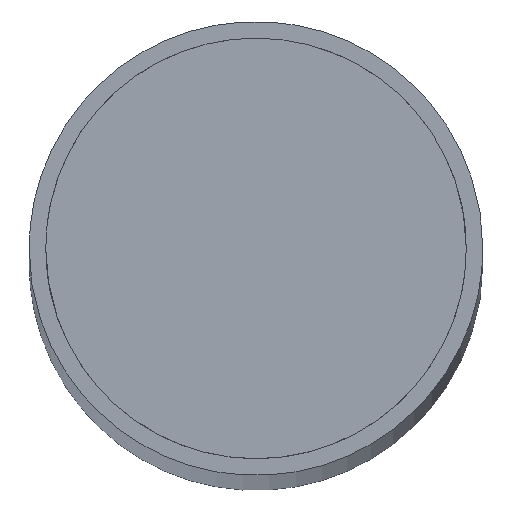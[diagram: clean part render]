
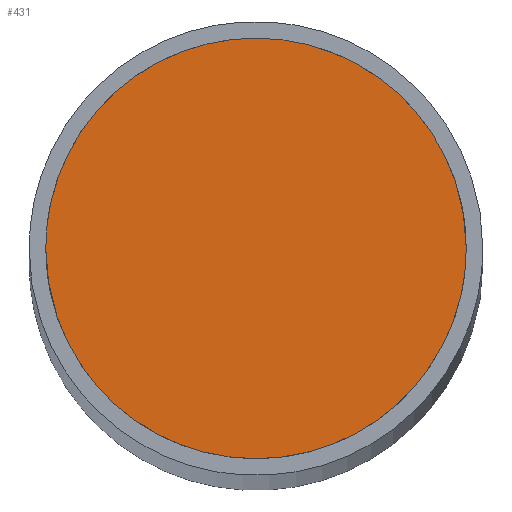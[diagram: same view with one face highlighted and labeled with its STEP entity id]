
A CAD part, top view. The second image highlights one B-rep face of the part: STEP entity #431.
In plain terms, the highlighted free-form (B-spline) face has degree [1, 1] with [2, 2] control points.
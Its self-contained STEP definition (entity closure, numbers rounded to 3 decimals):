
#4 = CARTESIAN_POINT ( 'NONE',  ( 19.462, 0., 802. ) ) ;
#6 = CARTESIAN_POINT ( 'NONE',  ( -17.004, 9.803, 802. ) ) ;
#21 = VERTEX_POINT ( 'NONE', #304 ) ;
#26 = CARTESIAN_POINT ( 'NONE',  ( 19.462, -2.55, 802. ) ) ;
#30 = CARTESIAN_POINT ( 'NONE',  ( -18.956, -5.092, 802. ) ) ;
#42 = CARTESIAN_POINT ( 'NONE',  ( 5.092, -18.956, 802. ) ) ;
#45 = CARTESIAN_POINT ( 'NONE',  ( 11.959, 15.564, 802. ) ) ;
#57 = VERTEX_POINT ( 'NONE', #483 ) ;
#64 = CARTESIAN_POINT ( 'NONE',  ( 9.803, -17.004, 802. ) ) ;
#73 = CARTESIAN_POINT ( 'NONE',  ( -19.462, -2.55, 802. ) ) ;
#76 = CARTESIAN_POINT ( 'NONE',  ( -19.462, 0., 802. ) ) ;
#83 = CARTESIAN_POINT ( 'NONE',  ( -19.462, 0., 802. ) ) ;
#86 = CARTESIAN_POINT ( 'NONE',  ( 2.55, 19.462, 802. ) ) ;
#94 = CARTESIAN_POINT ( 'NONE',  ( -9.803, 17.004, 802. ) ) ;
#105 = CARTESIAN_POINT ( 'NONE',  ( 11.959, -15.564, 802. ) ) ;
#116 = B_SPLINE_CURVE_WITH_KNOTS ( 'NONE', 3,
 ( #76, #73, #30, #264, #485, #399, #410, #186, #383, #183, #42, #64, #105, #193, #369, #334, #26, #178 ),
 .UNSPECIFIED., .F., .F.,
 ( 4, 2, 2, 2, 2, 2, 2, 2, 4 ),
 ( 3.142, 3.534, 3.927, 4.32, 4.712, 5.105, 5.498, 5.89, 6.283 ),
 .UNSPECIFIED. ) ;
#122 = CARTESIAN_POINT ( 'NONE',  ( -15.564, 11.959, 802. ) ) ;
#135 = CARTESIAN_POINT ( 'NONE',  ( 15.564, 11.959, 802. ) ) ;
#149 = CARTESIAN_POINT ( 'NONE',  ( 19.695, -19.695, 802. ) ) ;
#151 = CARTESIAN_POINT ( 'NONE',  ( 19.695, 19.695, 802. ) ) ;
#158 = CARTESIAN_POINT ( 'NONE',  ( -19.462, 2.55, 802. ) ) ;
#164 = CARTESIAN_POINT ( 'NONE',  ( 19.462, 2.55, 802. ) ) ;
#178 = CARTESIAN_POINT ( 'NONE',  ( 19.462, 0., 802. ) ) ;
#183 = CARTESIAN_POINT ( 'NONE',  ( 2.55, -19.462, 802. ) ) ;
#186 = CARTESIAN_POINT ( 'NONE',  ( -5.092, -18.956, 802. ) ) ;
#190 = FACE_OUTER_BOUND ( 'NONE', #339, .T. ) ;
#193 = CARTESIAN_POINT ( 'NONE',  ( 15.564, -11.959, 802. ) ) ;
#212 = CARTESIAN_POINT ( 'NONE',  ( 5.092, 18.956, 802. ) ) ;
#239 = CARTESIAN_POINT ( 'NONE',  ( 18.956, 5.092, 802. ) ) ;
#248 = CARTESIAN_POINT ( 'NONE',  ( -11.959, 15.564, 802. ) ) ;
#256 = EDGE_CURVE ( 'NONE', #21, #57, #460, .T. ) ;
#264 = CARTESIAN_POINT ( 'NONE',  ( -17.004, -9.803, 802. ) ) ;
#277 = CARTESIAN_POINT ( 'NONE',  ( 9.803, 17.004, 802. ) ) ;
#287 = CARTESIAN_POINT ( 'NONE',  ( -2.55, 19.462, 802. ) ) ;
#304 = CARTESIAN_POINT ( 'NONE',  ( 19.462, 0., 802. ) ) ;
#326 = CARTESIAN_POINT ( 'NONE',  ( -19.695, -19.695, 802. ) ) ;
#334 = CARTESIAN_POINT ( 'NONE',  ( 18.956, -5.092, 802. ) ) ;
#339 = EDGE_LOOP ( 'NONE', ( #471, #361 ) ) ;
#361 = ORIENTED_EDGE ( 'NONE', *, *, #256, .T. ) ;
#364 = EDGE_CURVE ( 'NONE', #57, #21, #116, .T. ) ;
#369 = CARTESIAN_POINT ( 'NONE',  ( 17.004, -9.803, 802. ) ) ;
#383 = CARTESIAN_POINT ( 'NONE',  ( -2.55, -19.462, 802. ) ) ;
#390 = CARTESIAN_POINT ( 'NONE',  ( -5.092, 18.956, 802. ) ) ;
#391 = CARTESIAN_POINT ( 'NONE',  ( -18.956, 5.092, 802. ) ) ;
#399 = CARTESIAN_POINT ( 'NONE',  ( -11.959, -15.564, 802. ) ) ;
#408 = CARTESIAN_POINT ( 'NONE',  ( -19.695, 19.695, 802. ) ) ;
#410 = CARTESIAN_POINT ( 'NONE',  ( -9.803, -17.004, 802. ) ) ;
#431 = ADVANCED_FACE ( 'NONE', ( #190 ), #437, .T. ) ;
#437 = B_SPLINE_SURFACE_WITH_KNOTS ( 'NONE', 1, 1, ( 
 ( #326, #408 ),
 ( #149, #151 ) ),
 .UNSPECIFIED., .F., .F., .F.,
 ( 2, 2 ),
 ( 2, 2 ),
 ( 0., 1. ),
 ( 0., 1. ),
 .UNSPECIFIED. ) ;
#460 = B_SPLINE_CURVE_WITH_KNOTS ( 'NONE', 3,
 ( #4, #164, #239, #463, #135, #45, #277, #212, #86, #287, #390, #94, #248, #122, #6, #391, #158, #83 ),
 .UNSPECIFIED., .F., .F.,
 ( 4, 2, 2, 2, 2, 2, 2, 2, 4 ),
 ( 0., 0.393, 0.785, 1.178, 1.571, 1.963, 2.356, 2.749, 3.142 ),
 .UNSPECIFIED. ) ;
#463 = CARTESIAN_POINT ( 'NONE',  ( 17.004, 9.803, 802. ) ) ;
#471 = ORIENTED_EDGE ( 'NONE', *, *, #364, .T. ) ;
#483 = CARTESIAN_POINT ( 'NONE',  ( -19.462, 0., 802. ) ) ;
#485 = CARTESIAN_POINT ( 'NONE',  ( -15.564, -11.959, 802. ) ) ;
